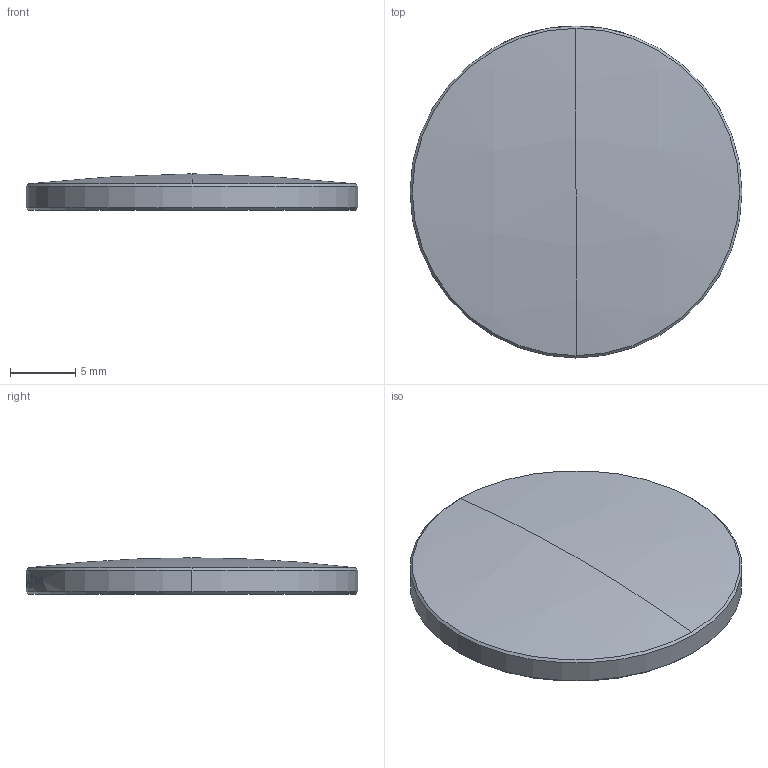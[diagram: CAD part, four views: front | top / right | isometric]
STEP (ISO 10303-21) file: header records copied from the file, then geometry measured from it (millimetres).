
FILE_DESCRIPTION (( 'STEP AP203' ), '1' );
FILE_NAME ('TTN195775-E0W.STEP', '2020-03-16T23:11:54', ( '' ), ( '' ), 'SwSTEP 2.0', 'SolidWorks 2018', '' );
FILE_SCHEMA (( 'CONFIG_CONTROL_DESIGN' ));
Length unit declared in the file: inch
Products named in the file (1): TTN195775-E0W
Bounding box: 25.4 x 25.4 x 2.78 mm (x, y, z)
Volume: 1207.5 mm3; surface area: 1159.5 mm2
Topology: 1 solids, 1 shells, 29 faces, 176 edges, 169 vertices
Faces by surface type: cylinder 22, cone 4, sphere 2, plane 1
Entity records: 2656 total; most frequent: CARTESIAN_POINT 1288, ORIENTED_EDGE 352, EDGE_CURVE 176, VERTEX_POINT 169, DIRECTION 163, B_SPLINE_CURVE_WITH_KNOTS 113, AXIS2_PLACEMENT_3D 70, EDGE_LOOP 49
